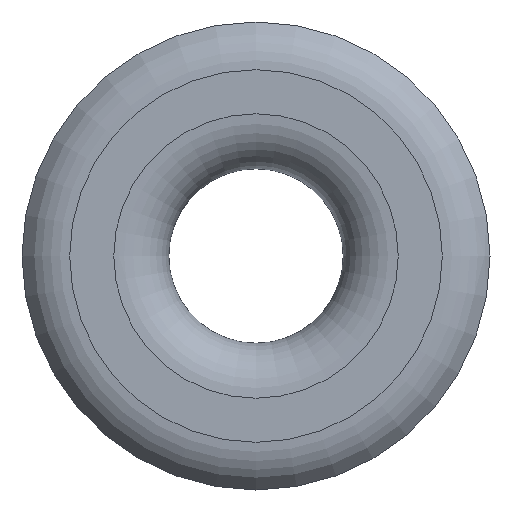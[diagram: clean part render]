
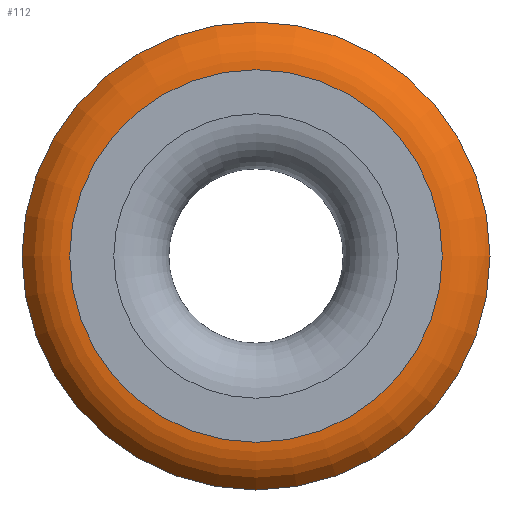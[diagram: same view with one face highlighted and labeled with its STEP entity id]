
A CAD part, left-side view. The second image highlights one B-rep face of the part: STEP entity #112.
In plain terms, the highlighted toroidal (fillet/blend) face has major radius 2.03 mm and minor radius 0.6 mm.
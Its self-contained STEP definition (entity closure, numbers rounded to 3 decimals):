
#18=ORIENTED_EDGE('',*,*,#38,.T.);
#19=ORIENTED_EDGE('',*,*,#39,.T.);
#38=EDGE_CURVE('',#48,#48,#58,.T.);
#39=EDGE_CURVE('',#49,#49,#59,.T.);
#48=VERTEX_POINT('',#200);
#49=VERTEX_POINT('',#202);
#58=CIRCLE('',#136,2.03);
#59=CIRCLE('',#137,2.55);
#68=EDGE_LOOP('',(#18));
#69=EDGE_LOOP('',(#19));
#88=FACE_BOUND('',#68,.T.);
#89=FACE_BOUND('',#69,.T.);
#108=TOROIDAL_SURFACE('',#135,2.03,0.6);
#112=ADVANCED_FACE('',(#88,#89),#108,.T.);
#135=AXIS2_PLACEMENT_3D('',#198,#157,#158);
#136=AXIS2_PLACEMENT_3D('',#199,#159,#160);
#137=AXIS2_PLACEMENT_3D('',#201,#161,#162);
#157=DIRECTION('',(-1.,0.,0.));
#158=DIRECTION('',(0.,-1.,0.));
#159=DIRECTION('',(1.,0.,0.));
#160=DIRECTION('',(0.,1.,0.));
#161=DIRECTION('',(-1.,0.,0.));
#162=DIRECTION('',(0.,-1.,0.));
#198=CARTESIAN_POINT('',(-0.65,0.,0.));
#199=CARTESIAN_POINT('',(-1.25,0.,0.));
#200=CARTESIAN_POINT('',(-1.25,2.03,0.));
#201=CARTESIAN_POINT('',(-0.95,0.,0.));
#202=CARTESIAN_POINT('',(-0.95,-2.55,0.));
